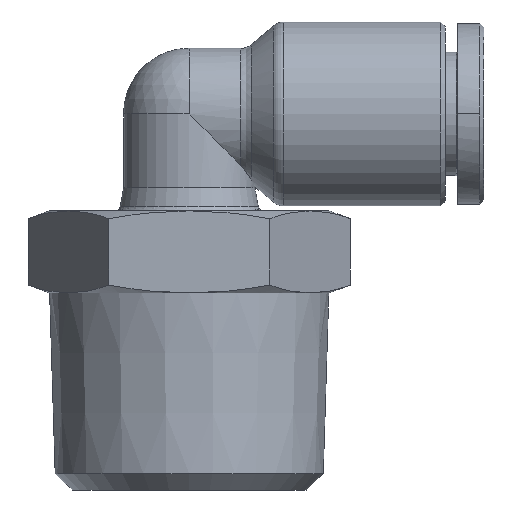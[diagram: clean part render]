
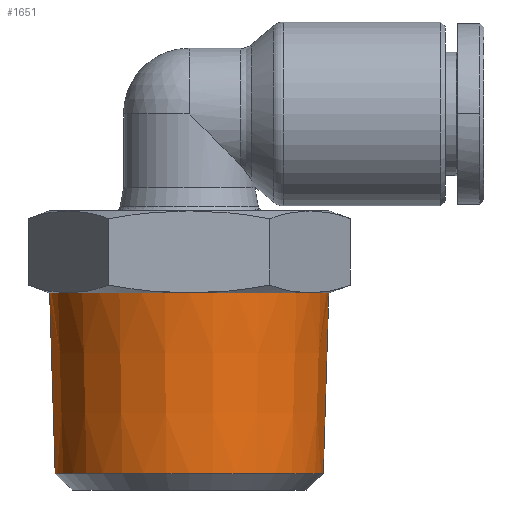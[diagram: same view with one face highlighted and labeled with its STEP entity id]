
A CAD part, front view. The second image highlights one B-rep face of the part: STEP entity #1651.
In plain terms, the highlighted conical face has half-angle 1.754 degrees and reference radius 8.316 mm.
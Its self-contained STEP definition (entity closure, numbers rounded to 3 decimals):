
#1514=CARTESIAN_POINT('',(-14.,0.,-10.9));
#1515=VERTEX_POINT('',#1514);
#1552=CARTESIAN_POINT('',(3.,0.,-10.9));
#1553=VERTEX_POINT('',#1552);
#1587=CARTESIAN_POINT('',(-5.5,0.,-16.9));
#1588=DIRECTION('',(0.,0.,1.0));
#1589=DIRECTION('',(1.0,0.0,0.0));
#1590=AXIS2_PLACEMENT_3D('',#1587,#1588,#1589);
#1591=CONICAL_SURFACE('',#1590,8.316,1.754);
#1592=CARTESIAN_POINT('',(2.663,0.,-21.9));
#1593=VERTEX_POINT('',#1592);
#1594=CARTESIAN_POINT('',(3.,0.,-10.9));
#1595=DIRECTION('',(-0.031,0.,-1.));
#1596=VECTOR('',#1595,11.006);
#1597=LINE('',#1594,#1596);
#1598=EDGE_CURVE('',#1553,#1593,#1597,.T.);
#1599=ORIENTED_EDGE('',*,*,#1598,.F.);
#1600=CARTESIAN_POINT('',(1.861,-4.25,-10.9));
#1601=VERTEX_POINT('',#1600);
#1602=CARTESIAN_POINT('',(-5.5,0.,-10.9));
#1603=DIRECTION('',(0.0,0.0,-1.0));
#1604=DIRECTION('',(1.0,0.0,0.0));
#1605=AXIS2_PLACEMENT_3D('',#1602,#1603,#1604);
#1606=CIRCLE('',#1605,8.5);
#1607=EDGE_CURVE('',#1553,#1601,#1606,.T.);
#1608=ORIENTED_EDGE('',*,*,#1607,.T.);
#1609=CARTESIAN_POINT('',(-5.5,-8.5,-10.9));
#1610=VERTEX_POINT('',#1609);
#1611=CARTESIAN_POINT('',(-5.5,0.,-10.9));
#1612=DIRECTION('',(0.0,0.0,-1.0));
#1613=DIRECTION('',(1.0,0.0,0.0));
#1614=AXIS2_PLACEMENT_3D('',#1611,#1612,#1613);
#1615=CIRCLE('',#1614,8.5);
#1616=EDGE_CURVE('',#1601,#1610,#1615,.T.);
#1617=ORIENTED_EDGE('',*,*,#1616,.T.);
#1618=CARTESIAN_POINT('',(-12.861,-4.25,-10.9));
#1619=VERTEX_POINT('',#1618);
#1620=CARTESIAN_POINT('',(-5.5,0.,-10.9));
#1621=DIRECTION('',(0.0,0.0,-1.0));
#1622=DIRECTION('',(1.0,0.0,0.0));
#1623=AXIS2_PLACEMENT_3D('',#1620,#1621,#1622);
#1624=CIRCLE('',#1623,8.5);
#1625=EDGE_CURVE('',#1610,#1619,#1624,.T.);
#1626=ORIENTED_EDGE('',*,*,#1625,.T.);
#1627=CARTESIAN_POINT('',(-5.5,0.,-10.9));
#1628=DIRECTION('',(0.0,0.0,-1.0));
#1629=DIRECTION('',(1.0,0.0,0.0));
#1630=AXIS2_PLACEMENT_3D('',#1627,#1628,#1629);
#1631=CIRCLE('',#1630,8.5);
#1632=EDGE_CURVE('',#1619,#1515,#1631,.T.);
#1633=ORIENTED_EDGE('',*,*,#1632,.T.);
#1634=CARTESIAN_POINT('',(-13.663,0.,-21.9));
#1635=VERTEX_POINT('',#1634);
#1636=CARTESIAN_POINT('',(-13.663,0.,-21.9));
#1637=DIRECTION('',(-0.031,0.,1.));
#1638=VECTOR('',#1637,11.006);
#1639=LINE('',#1636,#1638);
#1640=EDGE_CURVE('',#1635,#1515,#1639,.T.);
#1641=ORIENTED_EDGE('',*,*,#1640,.F.);
#1642=CARTESIAN_POINT('',(-5.5,0.,-21.9));
#1643=DIRECTION('',(0.0,0.0,-1.0));
#1644=DIRECTION('',(-1.0,0.0,0.0));
#1645=AXIS2_PLACEMENT_3D('',#1642,#1643,#1644);
#1646=CIRCLE('',#1645,8.163);
#1647=EDGE_CURVE('',#1593,#1635,#1646,.T.);
#1648=ORIENTED_EDGE('',*,*,#1647,.F.);
#1649=EDGE_LOOP('',(#1599,#1608,#1617,#1626,#1633,#1641,#1648));
#1650=FACE_OUTER_BOUND('',#1649,.T.);
#1651=ADVANCED_FACE('',(#1650),#1591,.T.);
